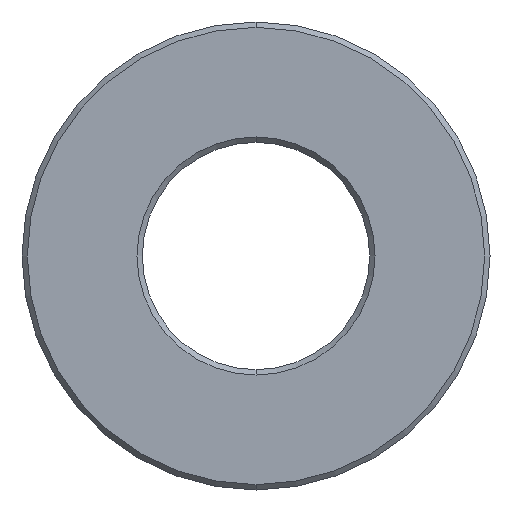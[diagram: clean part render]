
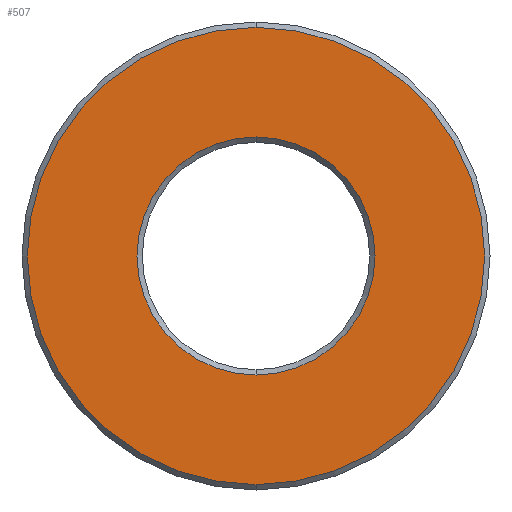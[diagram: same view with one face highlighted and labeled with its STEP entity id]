
A CAD part, front view. The second image highlights one B-rep face of the part: STEP entity #507.
In plain terms, the highlighted planar face has unit normal (0, -1, 0).
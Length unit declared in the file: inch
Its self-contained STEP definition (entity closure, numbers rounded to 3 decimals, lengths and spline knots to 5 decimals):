
#15 = AXIS2_PLACEMENT_3D ( 'NONE', #406, #63, #236 ) ;
#39 = VERTEX_POINT ( 'NONE', #455 ) ;
#63 = DIRECTION ( 'NONE',  ( 0., -1., 0. ) ) ;
#90 = DIRECTION ( 'NONE',  ( 0., 0., -1. ) ) ;
#91 = ORIENTED_EDGE ( 'NONE', *, *, #449, .T. ) ;
#92 = AXIS2_PLACEMENT_3D ( 'NONE', #397, #401, #320 ) ;
#100 = FACE_BOUND ( 'NONE', #418, .T. ) ;
#134 = DIRECTION ( 'NONE',  ( 0., 0., -1. ) ) ;
#138 = CARTESIAN_POINT ( 'NONE',  ( 0., 0., 0.4275 ) ) ;
#151 = ORIENTED_EDGE ( 'NONE', *, *, #155, .T. ) ;
#155 = EDGE_CURVE ( 'NONE', #427, #256, #377, .T. ) ;
#179 = CARTESIAN_POINT ( 'NONE',  ( 0., 0., 0. ) ) ;
#181 = EDGE_CURVE ( 'NONE', #39, #342, #444, .T. ) ;
#188 = DIRECTION ( 'NONE',  ( 0., 0., -1. ) ) ;
#190 = DIRECTION ( 'NONE',  ( 0., 1., 0. ) ) ;
#204 = CIRCLE ( 'NONE', #228, 0.4275 ) ;
#206 = AXIS2_PLACEMENT_3D ( 'NONE', #179, #482, #188 ) ;
#217 = AXIS2_PLACEMENT_3D ( 'NONE', #356, #190, #134 ) ;
#228 = AXIS2_PLACEMENT_3D ( 'NONE', #347, #301, #90 ) ;
#230 = PLANE ( 'NONE',  #15 ) ;
#236 = DIRECTION ( 'NONE',  ( 0., 0., -1. ) ) ;
#256 = VERTEX_POINT ( 'NONE', #481 ) ;
#260 = ORIENTED_EDGE ( 'NONE', *, *, #181, .T. ) ;
#301 = DIRECTION ( 'NONE',  ( 0., -1., 0. ) ) ;
#320 = DIRECTION ( 'NONE',  ( 0., 0., -1. ) ) ;
#342 = VERTEX_POINT ( 'NONE', #549 ) ;
#347 = CARTESIAN_POINT ( 'NONE',  ( 0., 0., 0. ) ) ;
#356 = CARTESIAN_POINT ( 'NONE',  ( 0., 0., 0. ) ) ;
#371 = EDGE_CURVE ( 'NONE', #256, #427, #204, .T. ) ;
#377 = CIRCLE ( 'NONE', #92, 0.4275 ) ;
#397 = CARTESIAN_POINT ( 'NONE',  ( 0., 0., 0. ) ) ;
#401 = DIRECTION ( 'NONE',  ( 0., -1., 0. ) ) ;
#406 = CARTESIAN_POINT ( 'NONE',  ( 0.2125, 0., 0. ) ) ;
#418 = EDGE_LOOP ( 'NONE', ( #91, #260 ) ) ;
#427 = VERTEX_POINT ( 'NONE', #138 ) ;
#440 = ORIENTED_EDGE ( 'NONE', *, *, #371, .T. ) ;
#444 = CIRCLE ( 'NONE', #217, 0.2225 ) ;
#449 = EDGE_CURVE ( 'NONE', #342, #39, #501, .T. ) ;
#453 = FACE_OUTER_BOUND ( 'NONE', #462, .T. ) ;
#455 = CARTESIAN_POINT ( 'NONE',  ( 0., 0., 0.2225 ) ) ;
#462 = EDGE_LOOP ( 'NONE', ( #151, #440 ) ) ;
#481 = CARTESIAN_POINT ( 'NONE',  ( 0., 0., -0.4275 ) ) ;
#482 = DIRECTION ( 'NONE',  ( 0., 1., 0. ) ) ;
#501 = CIRCLE ( 'NONE', #206, 0.2225 ) ;
#507 = ADVANCED_FACE ( 'NONE', ( #100, #453 ), #230, .T. ) ;
#549 = CARTESIAN_POINT ( 'NONE',  ( 0., 0., -0.2225 ) ) ;
